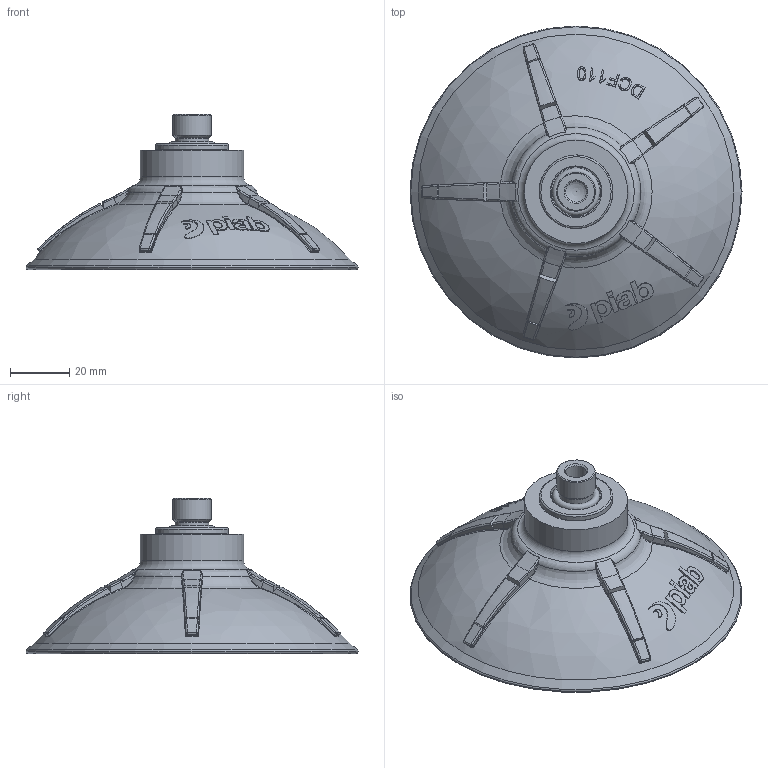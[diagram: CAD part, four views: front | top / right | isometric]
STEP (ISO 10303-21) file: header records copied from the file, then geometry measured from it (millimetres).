
FILE_DESCRIPTION(/* description */ ('Unknown'),/* implementation_level */ '2;1');
FILE_NAME(/* name */ 'SE-0416459',/* time_stamp */ '2017-09-26T10:10:08+02:00',/* author */ ('Unknown'),/* organization */ ('Unknown'),/* preprocessor_version */ 'ST-DEVELOPER v16.7',/* originating_system */ 'DEX',/* authorisation */ $);
FILE_SCHEMA (('AUTOMOTIVE_DESIGN { 1 0 10303 214 3 1 1 }','AUTOMOTIVE_DESIGN {1 0 10303 214 3 1 1}'));
Length unit declared in the file: millimetre
Products named in the file (7): SE-0416459; SE-0416444; SE-0408103; SE-0414236; SE-0411036; 0123110; 0119707
Assembly tree (6 placements, depth 3):
  SE-0416459
    SE-0416444
    SE-0408103
    SE-0414236
      SE-0411036
      0123110
      0119707
Bounding box: 112.5 x 112.5 x 52.61 mm (x, y, z)
Volume: 168890.4 mm3; surface area: 30603.3 mm2
Topology: 5 solids, 5 shells, 501 faces, 1268 edges, 784 vertices
Faces by surface type: bspline 354, plane 41, torus 36, cone 35, cylinder 23, sphere 12
Full cylindrical faces by diameter (mm): 7 x1, 10.3 x1, 10.6 x1, 11 x2, 11.4 x1, 13.157 x1, 14.8 x1, 14.95 x2, 16.662 x1, 17.5 x1, 18.1 x1, 19 x2, 21.4 x1, 21.481 x1, 21.5 x1, 23 x1, 24.5 x1, 24.8 x1, 25 x1, 35 x1
Entity records: 23004 total; most frequent: CARTESIAN_POINT 13801, ORIENTED_EDGE 2352, EDGE_CURVE 1176, DIRECTION 885, B_SPLINE_CURVE_WITH_KNOTS 794, VERTEX_POINT 769, FACE_BOUND 589, EDGE_LOOP 588
